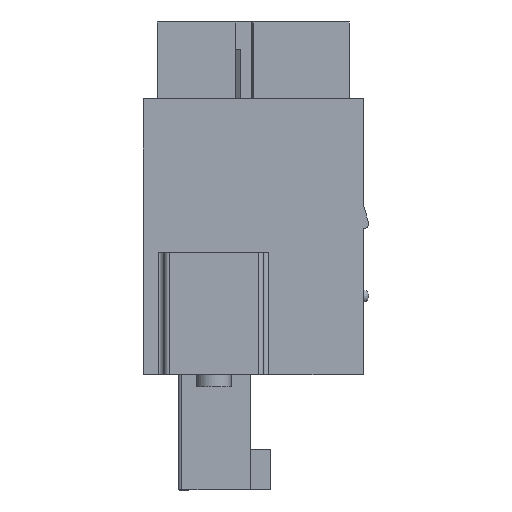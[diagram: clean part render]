
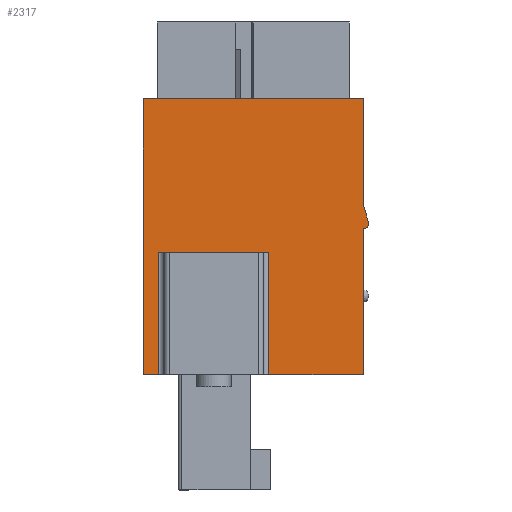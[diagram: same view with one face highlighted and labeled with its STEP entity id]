
A CAD part, left-side view. The second image highlights one B-rep face of the part: STEP entity #2317.
In plain terms, the highlighted planar face has unit normal (-1, 0, 0).
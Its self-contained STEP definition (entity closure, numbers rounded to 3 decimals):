
#2317 = ADVANCED_FACE( '', ( #4749 ), #4750, .F. );
#4749 = FACE_OUTER_BOUND( '', #7338, .T. );
#4750 = PLANE( '', #7339 );
#7338 = EDGE_LOOP( '', ( #14194, #14195, #14196, #14197, #14198, #14199, #14200, #14201, #14202, #14203, #14204 ) );
#7339 = AXIS2_PLACEMENT_3D( '', #14205, #14206, #14207 );
#14194 = ORIENTED_EDGE( '', *, *, #17499, .F. );
#14195 = ORIENTED_EDGE( '', *, *, #15944, .T. );
#14196 = ORIENTED_EDGE( '', *, *, #18541, .F. );
#14197 = ORIENTED_EDGE( '', *, *, #18053, .F. );
#14198 = ORIENTED_EDGE( '', *, *, #17408, .F. );
#14199 = ORIENTED_EDGE( '', *, *, #16073, .F. );
#14200 = ORIENTED_EDGE( '', *, *, #16605, .F. );
#14201 = ORIENTED_EDGE( '', *, *, #16786, .F. );
#14202 = ORIENTED_EDGE( '', *, *, #18611, .F. );
#14203 = ORIENTED_EDGE( '', *, *, #18535, .F. );
#14204 = ORIENTED_EDGE( '', *, *, #18612, .T. );
#14205 = CARTESIAN_POINT( '', ( -13.73, 0., 0. ) );
#14206 = DIRECTION( '', ( 1., 0., 0. ) );
#14207 = DIRECTION( '', ( 0., 0., -1. ) );
#15944 = EDGE_CURVE( '', #19229, #19226, #19230, .F. );
#16073 = EDGE_CURVE( '', #19457, #19459, #19460, .T. );
#16605 = EDGE_CURVE( '', #20371, #19457, #20373, .T. );
#16786 = EDGE_CURVE( '', #20701, #20371, #20703, .T. );
#17408 = EDGE_CURVE( '', #19459, #21662, #21663, .T. );
#17499 = EDGE_CURVE( '', #19229, #21801, #21802, .T. );
#18053 = EDGE_CURVE( '', #21662, #22568, #22569, .T. );
#18535 = EDGE_CURVE( '', #23161, #23163, #23164, .T. );
#18541 = EDGE_CURVE( '', #22568, #19226, #23172, .T. );
#18611 = EDGE_CURVE( '', #23163, #20701, #23245, .T. );
#18612 = EDGE_CURVE( '', #23161, #21801, #23246, .F. );
#19226 = VERTEX_POINT( '', #24016 );
#19229 = VERTEX_POINT( '', #24019 );
#19230 = LINE( '', #24020, #24021 );
#19457 = VERTEX_POINT( '', #24344 );
#19459 = VERTEX_POINT( '', #24347 );
#19460 = LINE( '', #24348, #24349 );
#20371 = VERTEX_POINT( '', #25674 );
#20373 = LINE( '', #25677, #25678 );
#20701 = VERTEX_POINT( '', #26177 );
#20703 = LINE( '', #26180, #26181 );
#21662 = VERTEX_POINT( '', #27614 );
#21663 = CIRCLE( '', #27615, 0.3 );
#21801 = VERTEX_POINT( '', #27816 );
#21802 = LINE( '', #27817, #27818 );
#22568 = VERTEX_POINT( '', #29021 );
#22569 = LINE( '', #29022, #29023 );
#23161 = VERTEX_POINT( '', #29889 );
#23163 = VERTEX_POINT( '', #29891 );
#23164 = LINE( '', #29892, #29893 );
#23172 = LINE( '', #29904, #29905 );
#23245 = LINE( '', #30007, #30008 );
#23246 = LINE( '', #30009, #30010 );
#24016 = CARTESIAN_POINT( '', ( -13.73, -0.875, -7.9 ) );
#24019 = CARTESIAN_POINT( '', ( -13.73, -0.875, -0.9 ) );
#24020 = CARTESIAN_POINT( '', ( -13.73, -0.875, -7.9 ) );
#24021 = VECTOR( '', #30564, 1000. );
#24344 = CARTESIAN_POINT( '', ( -13.73, -6.3, 1.85 ) );
#24347 = CARTESIAN_POINT( '', ( -13.73, -6.589, 0.832 ) );
#24348 = CARTESIAN_POINT( '', ( -13.73, -6.3, 1.85 ) );
#24349 = VECTOR( '', #30689, 1000. );
#25674 = CARTESIAN_POINT( '', ( -13.73, -6.3, 7.9 ) );
#25677 = CARTESIAN_POINT( '', ( -13.73, -6.3, 7.9 ) );
#25678 = VECTOR( '', #31221, 1000. );
#26177 = CARTESIAN_POINT( '', ( -13.73, 6.3, 7.9 ) );
#26180 = CARTESIAN_POINT( '', ( -13.73, 6.3, 7.9 ) );
#26181 = VECTOR( '', #31409, 1000. );
#27614 = CARTESIAN_POINT( '', ( -13.73, -6.3, 0.45 ) );
#27615 = AXIS2_PLACEMENT_3D( '', #31992, #31993, #31994 );
#27816 = CARTESIAN_POINT( '', ( -13.73, 5.425, -0.9 ) );
#27817 = CARTESIAN_POINT( '', ( -13.73, -0.575, -0.9 ) );
#27818 = VECTOR( '', #32088, 1000. );
#29021 = CARTESIAN_POINT( '', ( -13.73, -6.3, -7.9 ) );
#29022 = CARTESIAN_POINT( '', ( -13.73, -6.3, 7.9 ) );
#29023 = VECTOR( '', #32559, 1000. );
#29889 = CARTESIAN_POINT( '', ( -13.73, 5.425, -7.9 ) );
#29891 = CARTESIAN_POINT( '', ( -13.73, 6.3, -7.9 ) );
#29892 = CARTESIAN_POINT( '', ( -13.73, -6.3, -7.9 ) );
#29893 = VECTOR( '', #32936, 1000. );
#29904 = CARTESIAN_POINT( '', ( -13.73, -6.3, -7.9 ) );
#29905 = VECTOR( '', #32946, 1000. );
#30007 = CARTESIAN_POINT( '', ( -13.73, 6.3, -7.9 ) );
#30008 = VECTOR( '', #32988, 1000. );
#30009 = CARTESIAN_POINT( '', ( -13.73, 5.425, -0.9 ) );
#30010 = VECTOR( '', #32989, 1000. );
#30564 = DIRECTION( '', ( 0., 0., 1. ) );
#30689 = DIRECTION( '', ( 0., -0.273, -0.962 ) );
#31221 = DIRECTION( '', ( 0., 0., -1. ) );
#31409 = DIRECTION( '', ( 0., -1., 0. ) );
#31992 = CARTESIAN_POINT( '', ( -13.73, -6.3, 0.75 ) );
#31993 = DIRECTION( '', ( 1., 0., 0. ) );
#31994 = DIRECTION( '', ( 0., 1., 0. ) );
#32088 = DIRECTION( '', ( 0., 1., 0. ) );
#32559 = DIRECTION( '', ( 0., 0., -1. ) );
#32936 = DIRECTION( '', ( 0., 1., 0. ) );
#32946 = DIRECTION( '', ( 0., 1., 0. ) );
#32988 = DIRECTION( '', ( 0., 0., 1. ) );
#32989 = DIRECTION( '', ( 0., 0., -1. ) );
